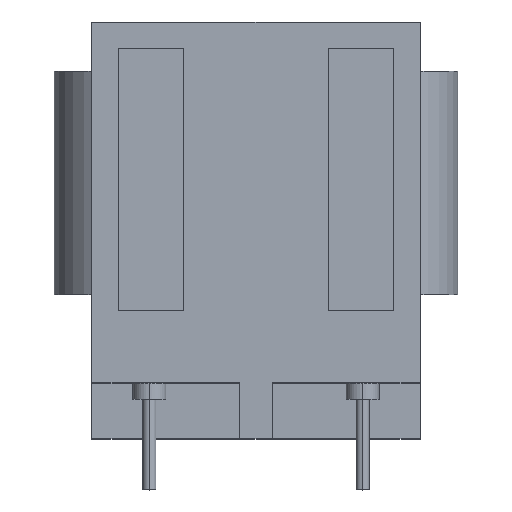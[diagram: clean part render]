
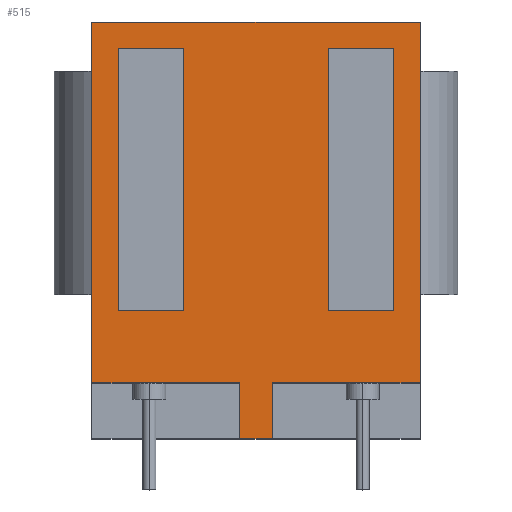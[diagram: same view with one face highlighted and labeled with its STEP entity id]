
A CAD part, top view. The second image highlights one B-rep face of the part: STEP entity #515.
In plain terms, the highlighted planar face has unit normal (0, 0, 1).
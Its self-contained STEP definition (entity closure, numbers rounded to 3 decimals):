
#19 = VERTEX_POINT ( 'NONE', #120 ) ;
#23 = ORIENTED_EDGE ( 'NONE', *, *, #1629, .T. ) ;
#25 = LINE ( 'NONE', #1622, #2234 ) ;
#65 = EDGE_CURVE ( 'NONE', #2032, #1202, #2693, .T. ) ;
#74 = DIRECTION ( 'NONE',  ( -1., 0., 0. ) ) ;
#84 = EDGE_CURVE ( 'NONE', #2997, #1589, #2752, .T. ) ;
#94 = VERTEX_POINT ( 'NONE', #1982 ) ;
#102 = DIRECTION ( 'NONE',  ( 0., -1., 0. ) ) ;
#120 = CARTESIAN_POINT ( 'NONE',  ( 8.4, 7.8, 6.6 ) ) ;
#133 = CARTESIAN_POINT ( 'NONE',  ( -4.4, 23.8, 6.6 ) ) ;
#155 = VERTEX_POINT ( 'NONE', #2782 ) ;
#178 = FACE_BOUND ( 'NONE', #1175, .T. ) ;
#216 = VERTEX_POINT ( 'NONE', #2618 ) ;
#218 = EDGE_CURVE ( 'NONE', #1321, #155, #258, .T. ) ;
#238 = CARTESIAN_POINT ( 'NONE',  ( 8.4, 7.8, 6.6 ) ) ;
#258 = LINE ( 'NONE', #1038, #2797 ) ;
#270 = LINE ( 'NONE', #3135, #388 ) ;
#283 = VECTOR ( 'NONE', #102, 1000. ) ;
#300 = DIRECTION ( 'NONE',  ( 1., 0., 0. ) ) ;
#306 = DIRECTION ( 'NONE',  ( 1., 0., 0. ) ) ;
#307 = EDGE_CURVE ( 'NONE', #1202, #19, #1535, .T. ) ;
#308 = EDGE_LOOP ( 'NONE', ( #2274, #464, #2191, #2203, #3251, #2619, #23, #2580 ) ) ;
#313 = CARTESIAN_POINT ( 'NONE',  ( -4.4, 23.8, 6.6 ) ) ;
#349 = LINE ( 'NONE', #2405, #1372 ) ;
#388 = VECTOR ( 'NONE', #300, 1000. ) ;
#393 = VERTEX_POINT ( 'NONE', #2967 ) ;
#399 = VERTEX_POINT ( 'NONE', #2180 ) ;
#400 = CARTESIAN_POINT ( 'NONE',  ( 1., 3.4, 6.6 ) ) ;
#416 = DIRECTION ( 'NONE',  ( 0., -1., 0. ) ) ;
#422 = FACE_BOUND ( 'NONE', #472, .T. ) ;
#430 = CARTESIAN_POINT ( 'NONE',  ( 1., 0., 6.6 ) ) ;
#452 = ORIENTED_EDGE ( 'NONE', *, *, #307, .F. ) ;
#460 = DIRECTION ( 'NONE',  ( 0., -1., 0. ) ) ;
#464 = ORIENTED_EDGE ( 'NONE', *, *, #84, .F. ) ;
#466 = VECTOR ( 'NONE', #1979, 1000. ) ;
#472 = EDGE_LOOP ( 'NONE', ( #2462, #2441, #452, #867 ) ) ;
#515 = ADVANCED_FACE ( 'NONE', ( #3260, #422, #178 ), #1500, .T. ) ;
#557 = LINE ( 'NONE', #2122, #1332 ) ;
#732 = DIRECTION ( 'NONE',  ( 0., 1., 0. ) ) ;
#738 = EDGE_CURVE ( 'NONE', #19, #393, #2024, .T. ) ;
#748 = DIRECTION ( 'NONE',  ( -1., 0., 0. ) ) ;
#831 = CARTESIAN_POINT ( 'NONE',  ( -4.4, 7.8, 6.6 ) ) ;
#851 = LINE ( 'NONE', #1391, #2349 ) ;
#854 = EDGE_CURVE ( 'NONE', #1589, #1001, #1302, .T. ) ;
#864 = CARTESIAN_POINT ( 'NONE',  ( 8.4, 23.8, 6.6 ) ) ;
#867 = ORIENTED_EDGE ( 'NONE', *, *, #65, .F. ) ;
#878 = VECTOR ( 'NONE', #2847, 1000. ) ;
#951 = DIRECTION ( 'NONE',  ( 1., 0., 0. ) ) ;
#1000 = LINE ( 'NONE', #2792, #1764 ) ;
#1001 = VERTEX_POINT ( 'NONE', #2845 ) ;
#1026 = EDGE_CURVE ( 'NONE', #155, #2077, #1000, .T. ) ;
#1038 = CARTESIAN_POINT ( 'NONE',  ( -8.4, 23.8, 6.6 ) ) ;
#1158 = EDGE_CURVE ( 'NONE', #1211, #94, #349, .T. ) ;
#1164 = CARTESIAN_POINT ( 'NONE',  ( 4.4, 23.8, 6.6 ) ) ;
#1171 = ORIENTED_EDGE ( 'NONE', *, *, #218, .F. ) ;
#1175 = EDGE_LOOP ( 'NONE', ( #2563, #3318, #1171, #1548 ) ) ;
#1202 = VERTEX_POINT ( 'NONE', #2490 ) ;
#1211 = VERTEX_POINT ( 'NONE', #3220 ) ;
#1223 = CARTESIAN_POINT ( 'NONE',  ( 0., 3.4, 6.6 ) ) ;
#1302 = LINE ( 'NONE', #3082, #2661 ) ;
#1310 = EDGE_CURVE ( 'NONE', #393, #2032, #1755, .T. ) ;
#1321 = VERTEX_POINT ( 'NONE', #313 ) ;
#1328 = EDGE_CURVE ( 'NONE', #2077, #1853, #270, .T. ) ;
#1332 = VECTOR ( 'NONE', #306, 1000. ) ;
#1345 = VERTEX_POINT ( 'NONE', #3357 ) ;
#1372 = VECTOR ( 'NONE', #74, 1000. ) ;
#1391 = CARTESIAN_POINT ( 'NONE',  ( 10., 5.8, 6.6 ) ) ;
#1415 = EDGE_CURVE ( 'NONE', #94, #1345, #2983, .T. ) ;
#1498 = DIRECTION ( 'NONE',  ( 1., 0., 0. ) ) ;
#1500 = PLANE ( 'NONE',  #3165 ) ;
#1535 = LINE ( 'NONE', #238, #878 ) ;
#1548 = ORIENTED_EDGE ( 'NONE', *, *, #3245, .F. ) ;
#1553 = DIRECTION ( 'NONE',  ( -1., 0., 0. ) ) ;
#1589 = VERTEX_POINT ( 'NONE', #430 ) ;
#1622 = CARTESIAN_POINT ( 'NONE',  ( -1., 3.4, 6.6 ) ) ;
#1629 = EDGE_CURVE ( 'NONE', #1345, #399, #2769, .T. ) ;
#1713 = VECTOR ( 'NONE', #1553, 1000. ) ;
#1755 = LINE ( 'NONE', #3018, #1713 ) ;
#1764 = VECTOR ( 'NONE', #460, 1000. ) ;
#1853 = VERTEX_POINT ( 'NONE', #831 ) ;
#1864 = EDGE_CURVE ( 'NONE', #399, #1001, #25, .T. ) ;
#1869 = DIRECTION ( 'NONE',  ( -1., 0., 0. ) ) ;
#1882 = EDGE_CURVE ( 'NONE', #1211, #216, #851, .T. ) ;
#1910 = VECTOR ( 'NONE', #732, 1000. ) ;
#1979 = DIRECTION ( 'NONE',  ( 0., 1., 0. ) ) ;
#1982 = CARTESIAN_POINT ( 'NONE',  ( -10., 25.4, 6.6 ) ) ;
#2024 = LINE ( 'NONE', #864, #1910 ) ;
#2032 = VERTEX_POINT ( 'NONE', #2643 ) ;
#2077 = VERTEX_POINT ( 'NONE', #2409 ) ;
#2122 = CARTESIAN_POINT ( 'NONE',  ( -10., 3.4, 6.6 ) ) ;
#2180 = CARTESIAN_POINT ( 'NONE',  ( -1., 3.4, 6.6 ) ) ;
#2189 = LINE ( 'NONE', #133, #466 ) ;
#2191 = ORIENTED_EDGE ( 'NONE', *, *, #2521, .T. ) ;
#2203 = ORIENTED_EDGE ( 'NONE', *, *, #1882, .F. ) ;
#2234 = VECTOR ( 'NONE', #2385, 1000. ) ;
#2274 = ORIENTED_EDGE ( 'NONE', *, *, #854, .F. ) ;
#2349 = VECTOR ( 'NONE', #3214, 1000. ) ;
#2385 = DIRECTION ( 'NONE',  ( 0., -1., 0. ) ) ;
#2405 = CARTESIAN_POINT ( 'NONE',  ( -10., 25.4, 6.6 ) ) ;
#2409 = CARTESIAN_POINT ( 'NONE',  ( -8.4, 7.8, 6.6 ) ) ;
#2441 = ORIENTED_EDGE ( 'NONE', *, *, #738, .F. ) ;
#2462 = ORIENTED_EDGE ( 'NONE', *, *, #1310, .F. ) ;
#2490 = CARTESIAN_POINT ( 'NONE',  ( 4.4, 7.8, 6.6 ) ) ;
#2506 = CARTESIAN_POINT ( 'NONE',  ( -10., 3.4, 6.6 ) ) ;
#2512 = VECTOR ( 'NONE', #3027, 1000. ) ;
#2521 = EDGE_CURVE ( 'NONE', #2997, #216, #557, .T. ) ;
#2563 = ORIENTED_EDGE ( 'NONE', *, *, #1328, .F. ) ;
#2580 = ORIENTED_EDGE ( 'NONE', *, *, #1864, .T. ) ;
#2618 = CARTESIAN_POINT ( 'NONE',  ( 10., 3.4, 6.6 ) ) ;
#2619 = ORIENTED_EDGE ( 'NONE', *, *, #1415, .T. ) ;
#2627 = VECTOR ( 'NONE', #416, 1000. ) ;
#2643 = CARTESIAN_POINT ( 'NONE',  ( 4.4, 23.8, 6.6 ) ) ;
#2661 = VECTOR ( 'NONE', #748, 1000. ) ;
#2693 = LINE ( 'NONE', #1164, #2512 ) ;
#2734 = CARTESIAN_POINT ( 'NONE',  ( -10., 5.8, 6.6 ) ) ;
#2752 = LINE ( 'NONE', #400, #2627 ) ;
#2769 = LINE ( 'NONE', #2506, #2838 ) ;
#2782 = CARTESIAN_POINT ( 'NONE',  ( -8.4, 23.8, 6.6 ) ) ;
#2792 = CARTESIAN_POINT ( 'NONE',  ( -8.4, 23.8, 6.6 ) ) ;
#2797 = VECTOR ( 'NONE', #1869, 1000. ) ;
#2838 = VECTOR ( 'NONE', #1498, 1000. ) ;
#2845 = CARTESIAN_POINT ( 'NONE',  ( -1., 0., 6.6 ) ) ;
#2847 = DIRECTION ( 'NONE',  ( 1., 0., 0. ) ) ;
#2967 = CARTESIAN_POINT ( 'NONE',  ( 8.4, 23.8, 6.6 ) ) ;
#2983 = LINE ( 'NONE', #2734, #283 ) ;
#2997 = VERTEX_POINT ( 'NONE', #3383 ) ;
#3018 = CARTESIAN_POINT ( 'NONE',  ( 8.4, 23.8, 6.6 ) ) ;
#3027 = DIRECTION ( 'NONE',  ( 0., -1., 0. ) ) ;
#3082 = CARTESIAN_POINT ( 'NONE',  ( 0., 0., 6.6 ) ) ;
#3135 = CARTESIAN_POINT ( 'NONE',  ( -8.4, 7.8, 6.6 ) ) ;
#3165 = AXIS2_PLACEMENT_3D ( 'NONE', #1223, #3322, #951 ) ;
#3214 = DIRECTION ( 'NONE',  ( 0., -1., 0. ) ) ;
#3220 = CARTESIAN_POINT ( 'NONE',  ( 10., 25.4, 6.6 ) ) ;
#3245 = EDGE_CURVE ( 'NONE', #1853, #1321, #2189, .T. ) ;
#3251 = ORIENTED_EDGE ( 'NONE', *, *, #1158, .T. ) ;
#3260 = FACE_OUTER_BOUND ( 'NONE', #308, .T. ) ;
#3318 = ORIENTED_EDGE ( 'NONE', *, *, #1026, .F. ) ;
#3322 = DIRECTION ( 'NONE',  ( 0., 0., 1. ) ) ;
#3357 = CARTESIAN_POINT ( 'NONE',  ( -10., 3.4, 6.6 ) ) ;
#3383 = CARTESIAN_POINT ( 'NONE',  ( 1., 3.4, 6.6 ) ) ;
